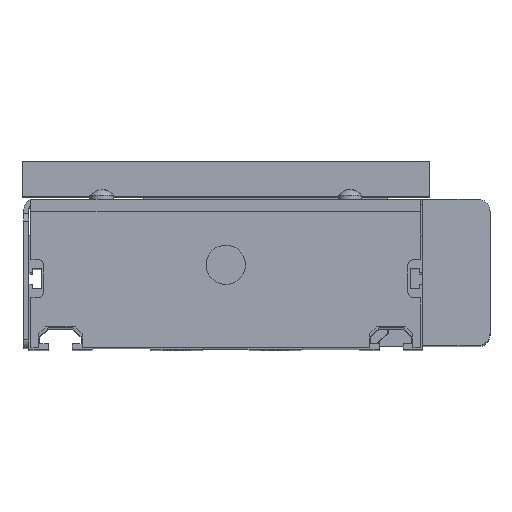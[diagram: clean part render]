
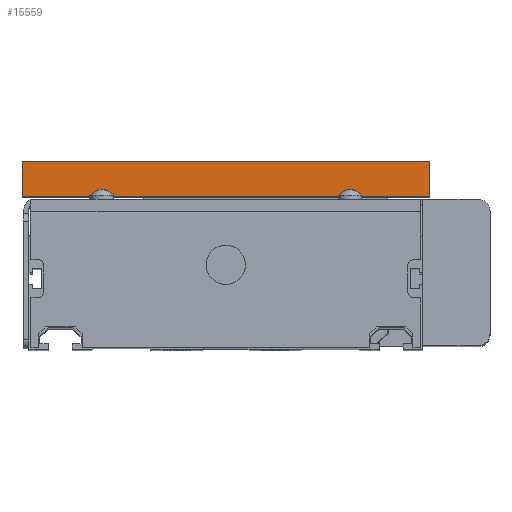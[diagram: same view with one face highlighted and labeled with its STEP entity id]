
A CAD part, top view. The second image highlights one B-rep face of the part: STEP entity #15559.
In plain terms, the highlighted planar face has unit normal (0, 0, 1).
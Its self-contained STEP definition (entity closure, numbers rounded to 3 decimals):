
#234 = EDGE_LOOP ( 'NONE', ( #15518, #18623, #22994, #12359 ) ) ;
#452 = EDGE_CURVE ( 'NONE', #21917, #8907, #3335, .T. ) ;
#694 = VERTEX_POINT ( 'NONE', #15064 ) ;
#1992 = DIRECTION ( 'NONE',  ( 0., 0., 1. ) ) ;
#2746 = LINE ( 'NONE', #13783, #19247 ) ;
#2964 = VECTOR ( 'NONE', #9592, 1000. ) ;
#3219 = DIRECTION ( 'NONE',  ( 0., 1., 0. ) ) ;
#3335 = LINE ( 'NONE', #4930, #3982 ) ;
#3388 = AXIS2_PLACEMENT_3D ( 'NONE', #7674, #1992, #16529 ) ;
#3982 = VECTOR ( 'NONE', #3219, 1000. ) ;
#4701 = DIRECTION ( 'NONE',  ( 1., 0., 0. ) ) ;
#4920 = EDGE_CURVE ( 'NONE', #21917, #15668, #6326, .T. ) ;
#4930 = CARTESIAN_POINT ( 'NONE',  ( -51.75, 17.5, 90. ) ) ;
#5395 = CARTESIAN_POINT ( 'NONE',  ( 51.75, 17.5, 90. ) ) ;
#6326 = LINE ( 'NONE', #8021, #2964 ) ;
#7432 = FACE_OUTER_BOUND ( 'NONE', #234, .T. ) ;
#7674 = CARTESIAN_POINT ( 'NONE',  ( -51.75, 17.5, 90. ) ) ;
#8021 = CARTESIAN_POINT ( 'NONE',  ( -51.75, 17.5, 90. ) ) ;
#8907 = VERTEX_POINT ( 'NONE', #17434 ) ;
#9592 = DIRECTION ( 'NONE',  ( 1., 0., 0. ) ) ;
#9962 = VECTOR ( 'NONE', #20148, 1000. ) ;
#10706 = CARTESIAN_POINT ( 'NONE',  ( -51.75, 17.5, 90. ) ) ;
#12359 = ORIENTED_EDGE ( 'NONE', *, *, #15507, .T. ) ;
#13783 = CARTESIAN_POINT ( 'NONE',  ( -51.75, 26.5, 90. ) ) ;
#14452 = CARTESIAN_POINT ( 'NONE',  ( 51.75, 17.5, 90. ) ) ;
#15064 = CARTESIAN_POINT ( 'NONE',  ( 51.75, 26.5, 90. ) ) ;
#15341 = EDGE_CURVE ( 'NONE', #8907, #694, #2746, .T. ) ;
#15507 = EDGE_CURVE ( 'NONE', #15668, #694, #21961, .T. ) ;
#15518 = ORIENTED_EDGE ( 'NONE', *, *, #15341, .F. ) ;
#15559 = ADVANCED_FACE ( 'NONE', ( #7432 ), #22078, .T. ) ;
#15668 = VERTEX_POINT ( 'NONE', #14452 ) ;
#16529 = DIRECTION ( 'NONE',  ( 1., 0., 0. ) ) ;
#17434 = CARTESIAN_POINT ( 'NONE',  ( -51.75, 26.5, 90. ) ) ;
#18623 = ORIENTED_EDGE ( 'NONE', *, *, #452, .F. ) ;
#19247 = VECTOR ( 'NONE', #4701, 1000. ) ;
#20148 = DIRECTION ( 'NONE',  ( 0., 1., 0. ) ) ;
#21917 = VERTEX_POINT ( 'NONE', #10706 ) ;
#21961 = LINE ( 'NONE', #5395, #9962 ) ;
#22078 = PLANE ( 'NONE',  #3388 ) ;
#22994 = ORIENTED_EDGE ( 'NONE', *, *, #4920, .T. ) ;
